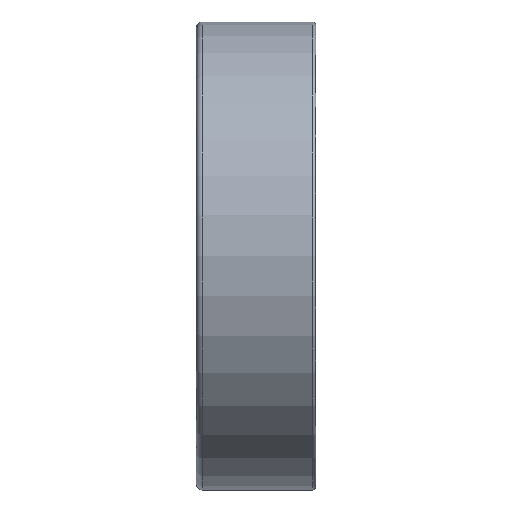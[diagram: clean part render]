
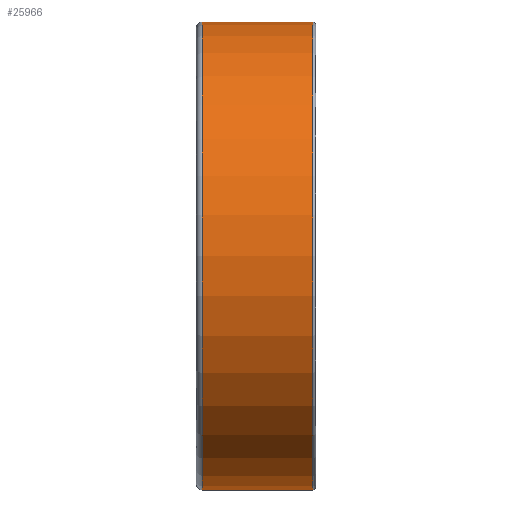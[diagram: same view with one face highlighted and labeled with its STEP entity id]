
A CAD part, top view. The second image highlights one B-rep face of the part: STEP entity #25966.
In plain terms, the highlighted cylindrical face has radius 23.5 mm (diameter 47 mm), a partial arc.
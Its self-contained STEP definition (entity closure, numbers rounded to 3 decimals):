
#15239=DIRECTION('',(-1.,0.,0.));
#15240=VECTOR('',#15239,11.1);
#15241=CARTESIAN_POINT('',(5.7,23.5,0.));
#15242=LINE('',#15241,#15240);
#15246=DIRECTION('',(-1.,0.,0.));
#15247=VECTOR('',#15246,11.1);
#15248=CARTESIAN_POINT('',(5.7,-23.5,0.));
#15249=LINE('',#15248,#15247);
#15261=CARTESIAN_POINT('',(5.7,0.,0.));
#15262=DIRECTION('',(1.,0.,0.));
#15263=DIRECTION('',(0.,1.,0.));
#15264=AXIS2_PLACEMENT_3D('',#15261,#15262,#15263);
#15269=CARTESIAN_POINT('',(-5.4,0.,0.));
#15270=DIRECTION('',(1.,0.,0.));
#15271=DIRECTION('',(0.,1.,0.));
#15272=AXIS2_PLACEMENT_3D('',#15269,#15270,#15271);
#22688=CARTESIAN_POINT('',(5.7,23.5,0.));
#22689=CARTESIAN_POINT('',(-5.4,23.5,0.));
#22690=VERTEX_POINT('',#22688);
#22691=VERTEX_POINT('',#22689);
#22700=CARTESIAN_POINT('',(5.7,-23.5,0.));
#22701=CARTESIAN_POINT('',(-5.4,-23.5,0.));
#22702=VERTEX_POINT('',#22700);
#22703=VERTEX_POINT('',#22701);
#25954=CARTESIAN_POINT('',(-6.6,0.,0.));
#25955=DIRECTION('',(1.,0.,0.));
#25956=DIRECTION('',(0.,-1.,0.));
#25957=AXIS2_PLACEMENT_3D('',#25954,#25955,#25956);
#25958=CYLINDRICAL_SURFACE('',#25957,23.5);
#25959=ORIENTED_EDGE('',*,*,#25944,.F.);
#25960=ORIENTED_EDGE('',*,*,#25921,.T.);
#25961=ORIENTED_EDGE('',*,*,#25948,.T.);
#25963=ORIENTED_EDGE('',*,*,#25962,.F.);
#25964=EDGE_LOOP('',(#25959,#25960,#25961,#25963));
#25965=FACE_OUTER_BOUND('',#25964,.F.);
#15265=CIRCLE('',#15264,23.5);
#15273=CIRCLE('',#15272,23.5);
#25921=EDGE_CURVE('',#22690,#22702,#15265,.T.);
#25944=EDGE_CURVE('',#22690,#22691,#15242,.T.);
#25948=EDGE_CURVE('',#22702,#22703,#15249,.T.);
#25962=EDGE_CURVE('',#22691,#22703,#15273,.T.);
#25966=ADVANCED_FACE('',(#25965),#25958,.T.);
